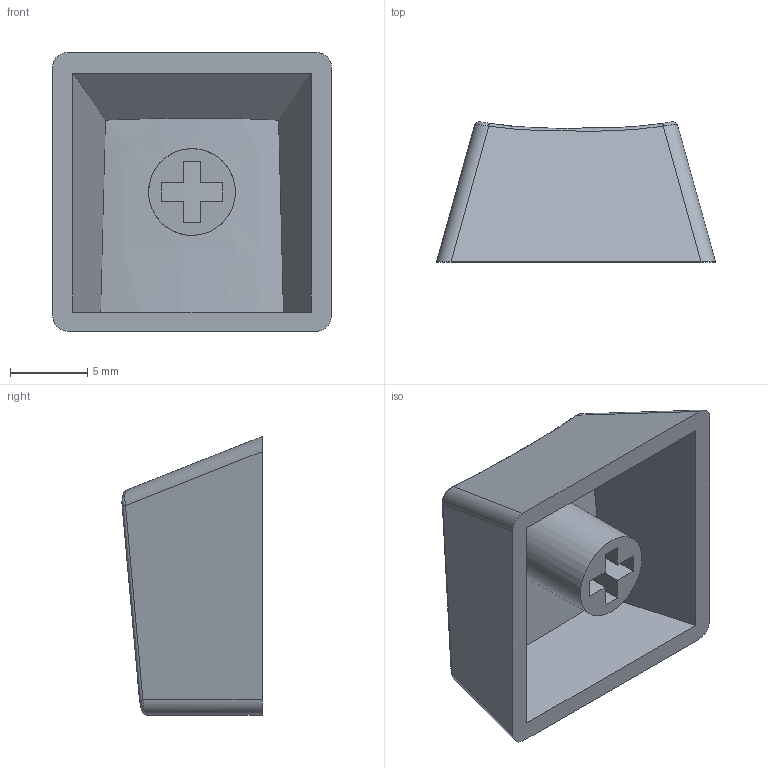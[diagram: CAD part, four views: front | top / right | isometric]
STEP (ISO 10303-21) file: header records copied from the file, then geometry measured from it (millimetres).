
FILE_DESCRIPTION(('FreeCAD Model'),'2;1');
FILE_NAME('1x1R2.step','2018-10-11T10:12:37',('Author'),('') ,'Open CASCADE STEP processor 6.9','FreeCAD','Unknown');
FILE_SCHEMA(('AUTOMOTIVE_DESIGN { 1 0 10303 214 1 1 1 1 }'));
Length unit declared in the file: millimetre
Products named in the file (2): ASSEMBLY; 1x1_R2_v8
Assembly tree (1 placements, depth 2):
  ASSEMBLY
    1x1_R2_v8
Bounding box: 18 x 9.04 x 18 mm (x, y, z)
Volume: 910.3 mm3; surface area: 1587.3 mm2
Topology: 1 solids, 1 shells, 38 faces, 92 edges, 59 vertices
Faces by surface type: plane 22, bspline 11, cylinder 5
Full cylindrical faces by diameter (mm): 5.6 x1
Entity records: 3285 total; most frequent: CARTESIAN_POINT 1517, DIRECTION 275, ORIENTED_EDGE 184, PCURVE 184, DEFINITIONAL_REPRESENTATION 184, LINE 163, VECTOR 163, EDGE_CURVE 92
